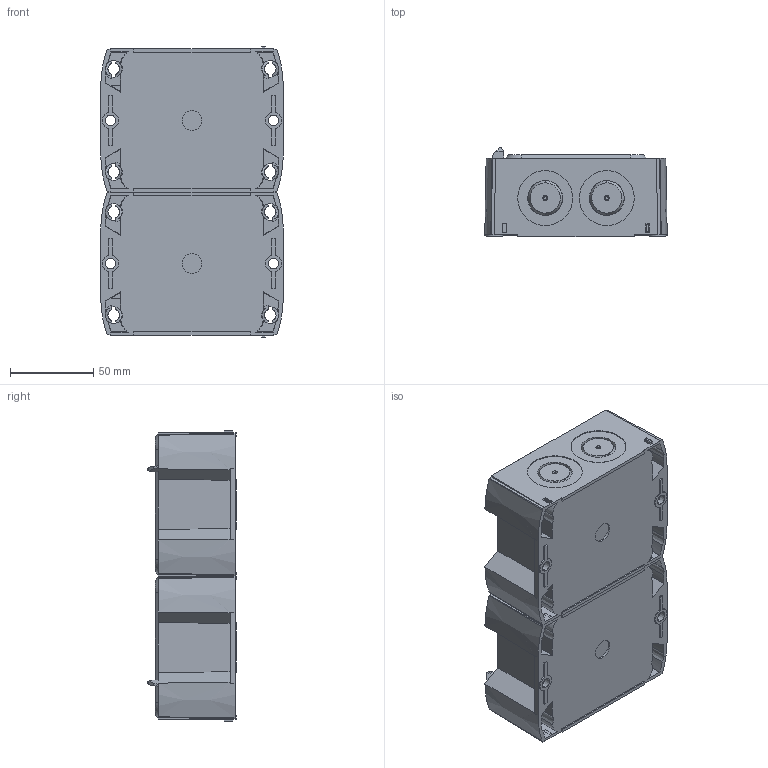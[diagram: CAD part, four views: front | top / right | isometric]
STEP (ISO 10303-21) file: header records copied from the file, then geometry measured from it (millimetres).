
FILE_DESCRIPTION (( 'STEP AP203' ), '1' );
FILE_NAME ('21514002055.step', '2025-08-20T19:18:28', ( '' ), ( '' ), 'SwSTEP 2.0', 'SolidWorks 2024', '' );
FILE_SCHEMA (( 'CONFIG_CONTROL_DESIGN' ));
Products named in the file (1): 21514002055
Bounding box: 109.61 x 53.28 x 175 mm (x, y, z)
Volume: 201487.7 mm3; surface area: 155481.4 mm2
Topology: 18 solids, 18 shells, 2800 faces, 7379 edges, 4802 vertices
Faces by surface type: plane 1949, cone 400, cylinder 387, bspline 56, torus 8
Entity records: 90535 total; most frequent: CARTESIAN_POINT 21652, ORIENTED_EDGE 14730, DIRECTION 13547, EDGE_CURVE 7365, LINE 5197, VECTOR 5197, VERTEX_POINT 4799, AXIS2_PLACEMENT_3D 4175
